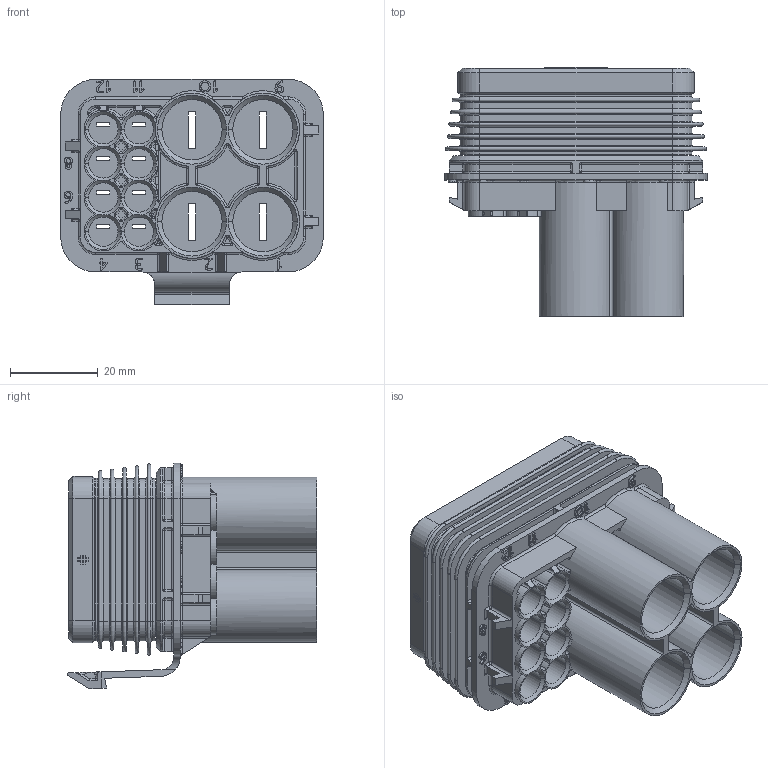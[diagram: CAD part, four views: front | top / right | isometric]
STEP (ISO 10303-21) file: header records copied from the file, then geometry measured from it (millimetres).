
FILE_DESCRIPTION((''),'2;1');
FILE_NAME('SC42-2014A-A001_NCF_ASM','2021-09-21T15:37:49',('20077268'),(''),'CREO PARAMETRIC BY PTC INC, 2017110','CREO PARAMETRIC BY PTC INC, 2017110','');
FILE_SCHEMA(('CONFIG_CONTROL_DESIGN'));
Length unit declared in the file: millimetre
Products named in the file (4): PC26-2008A-B001_SALES_NCF; C14-1018_NCF_INSTALLED; PC42-2014A-A001_SALES_NCF_ASM; SC42-2014A-A001_NCF_ASM
Assembly tree (3 placements, depth 3):
  SC42-2014A-A001_NCF_ASM
    PC42-2014A-A001_SALES_NCF_ASM
      PC26-2008A-B001_SALES_NCF
      C14-1018_NCF_INSTALLED
Bounding box: 60 x 57 x 51.47 mm (x, y, z)
Volume: 55476 mm3; surface area: 42241.5 mm2
Topology: 2 solids, 2 shells, 1592 faces, 3894 edges, 2367 vertices
Faces by surface type: plane 511, cylinder 473, extrusion 236, cone 137, torus 128, sphere 95, bspline 12
Entity records: 48113 total; most frequent: CARTESIAN_POINT 10938, ORIENTED_EDGE 7784, DIRECTION 7503, EDGE_CURVE 3892, AXIS2_PLACEMENT_3D 2630, VERTEX_POINT 2367, VECTOR 2243, LINE 2007
